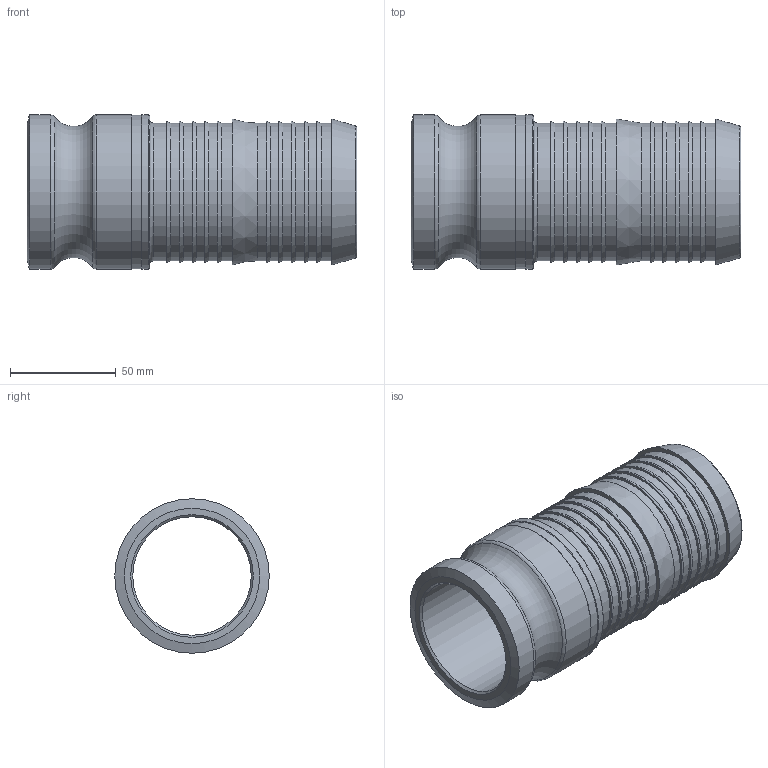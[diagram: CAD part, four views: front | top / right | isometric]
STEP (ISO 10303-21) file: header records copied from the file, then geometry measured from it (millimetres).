
FILE_DESCRIPTION(/* description */ ('MÖRTELSCHLAUCHSTECKER'),/* implementation_level */ '2;1');
FILE_NAME(/* name */ 'vst_65.stp',/* time_stamp */ '2020-04-16T09:31:17+02:00',/* author */ ('ertl'),/* organization */ (''),/* preprocessor_version */ 'ST-DEVELOPER v17',/* originating_system */ 'Autodesk Inventor 2018',/* authorisation */ '172286,55 mm^3');
FILE_SCHEMA (('AUTOMOTIVE_DESIGN { 1 0 10303 214 3 1 1 }'));
Length unit declared in the file: millimetre
Products named in the file (1): 20051008B0000042-00
Bounding box: 156 x 73 x 73 mm (x, y, z)
Volume: 172015.1 mm3; surface area: 67314.1 mm2
Topology: 1 solids, 1 shells, 54 faces, 148 edges, 109 vertices
Faces by surface type: cone 17, cylinder 17, plane 15, torus 5
Full cylindrical faces by diameter (mm): 56 x1, 65 x12, 72.5 x1, 73 x3
Entity records: 1938 total; most frequent: DIRECTION 372, CARTESIAN_POINT 312, ORIENTED_EDGE 296, AXIS2_PLACEMENT_3D 169, EDGE_CURVE 148, CIRCLE 114, VERTEX_POINT 109, EDGE_LOOP 69
